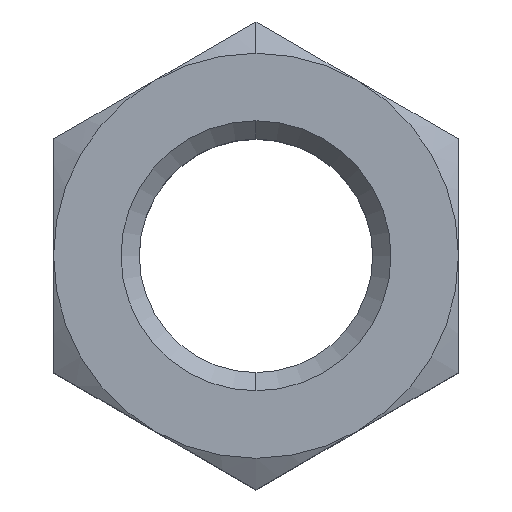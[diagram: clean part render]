
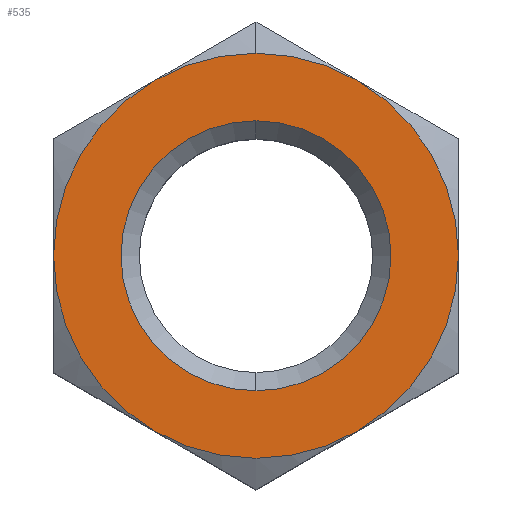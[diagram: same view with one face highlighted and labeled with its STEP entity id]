
A CAD part, top view. The second image highlights one B-rep face of the part: STEP entity #535.
In plain terms, the highlighted planar face has unit normal (0, 0, 1).
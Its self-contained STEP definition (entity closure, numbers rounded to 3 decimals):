
#8 = DIRECTION ( 'NONE',  ( 0., 0., -1. ) ) ;
#17 = ORIENTED_EDGE ( 'NONE', *, *, #549, .T. ) ;
#30 = CARTESIAN_POINT ( 'NONE',  ( -30., 0., 0. ) ) ;
#47 = CARTESIAN_POINT ( 'NONE',  ( 0., 0., 0. ) ) ;
#48 = EDGE_LOOP ( 'NONE', ( #609, #188, #181, #868, #577, #94, #733 ) ) ;
#68 = EDGE_CURVE ( 'NONE', #242, #165, #427, .T. ) ;
#69 = DIRECTION ( 'NONE',  ( 1., 0., 0. ) ) ;
#71 = ORIENTED_EDGE ( 'NONE', *, *, #363, .T. ) ;
#88 = DIRECTION ( 'NONE',  ( 0., 0., -1. ) ) ;
#94 = ORIENTED_EDGE ( 'NONE', *, *, #283, .F. ) ;
#111 = AXIS2_PLACEMENT_3D ( 'NONE', #718, #260, #644 ) ;
#126 = CARTESIAN_POINT ( 'NONE',  ( 0., 0., 0. ) ) ;
#129 = AXIS2_PLACEMENT_3D ( 'NONE', #47, #594, #431 ) ;
#136 = DIRECTION ( 'NONE',  ( 0., 0., -1. ) ) ;
#141 = CARTESIAN_POINT ( 'NONE',  ( -7.5, -12.99, 0. ) ) ;
#147 = DIRECTION ( 'NONE',  ( 0., 1., 0. ) ) ;
#162 = AXIS2_PLACEMENT_3D ( 'NONE', #388, #88, #291 ) ;
#165 = VERTEX_POINT ( 'NONE', #278 ) ;
#181 = ORIENTED_EDGE ( 'NONE', *, *, #68, .F. ) ;
#183 = EDGE_LOOP ( 'NONE', ( #17, #71 ) ) ;
#188 = ORIENTED_EDGE ( 'NONE', *, *, #890, .F. ) ;
#193 = AXIS2_PLACEMENT_3D ( 'NONE', #276, #790, #202 ) ;
#202 = DIRECTION ( 'NONE',  ( 1., 0., 0. ) ) ;
#221 = EDGE_CURVE ( 'NONE', #329, #865, #696, .T. ) ;
#240 = AXIS2_PLACEMENT_3D ( 'NONE', #384, #8, #300 ) ;
#242 = VERTEX_POINT ( 'NONE', #945 ) ;
#249 = CARTESIAN_POINT ( 'NONE',  ( 7.5, -12.99, 0. ) ) ;
#260 = DIRECTION ( 'NONE',  ( 0., 0., -1. ) ) ;
#276 = CARTESIAN_POINT ( 'NONE',  ( 0., 0., 0. ) ) ;
#278 = CARTESIAN_POINT ( 'NONE',  ( 7.5, 12.99, 0. ) ) ;
#283 = EDGE_CURVE ( 'NONE', #551, #416, #746, .T. ) ;
#291 = DIRECTION ( 'NONE',  ( 1., 0., 0. ) ) ;
#300 = DIRECTION ( 'NONE',  ( 0., 1., 0. ) ) ;
#329 = VERTEX_POINT ( 'NONE', #895 ) ;
#331 = DIRECTION ( 'NONE',  ( 0., 0., -1. ) ) ;
#363 = EDGE_CURVE ( 'NONE', #935, #818, #805, .T. ) ;
#373 = CARTESIAN_POINT ( 'NONE',  ( 0., 0., 0. ) ) ;
#384 = CARTESIAN_POINT ( 'NONE',  ( 0., 0., 0. ) ) ;
#388 = CARTESIAN_POINT ( 'NONE',  ( 0., 0., 0. ) ) ;
#397 = FACE_BOUND ( 'NONE', #183, .T. ) ;
#408 = CARTESIAN_POINT ( 'NONE',  ( 0., -10., 0. ) ) ;
#416 = VERTEX_POINT ( 'NONE', #620 ) ;
#427 = CIRCLE ( 'NONE', #193, 15. ) ;
#431 = DIRECTION ( 'NONE',  ( 1., 0., 0. ) ) ;
#474 = FACE_OUTER_BOUND ( 'NONE', #48, .T. ) ;
#496 = AXIS2_PLACEMENT_3D ( 'NONE', #793, #331, #941 ) ;
#514 = AXIS2_PLACEMENT_3D ( 'NONE', #30, #720, #69 ) ;
#535 = ADVANCED_FACE ( 'NONE', ( #397, #474 ), #703, .T. ) ;
#549 = EDGE_CURVE ( 'NONE', #818, #935, #678, .T. ) ;
#551 = VERTEX_POINT ( 'NONE', #141 ) ;
#564 = DIRECTION ( 'NONE',  ( 1., 0., 0. ) ) ;
#577 = ORIENTED_EDGE ( 'NONE', *, *, #599, .F. ) ;
#579 = CARTESIAN_POINT ( 'NONE',  ( 0., 0., 0. ) ) ;
#594 = DIRECTION ( 'NONE',  ( 0., 0., -1. ) ) ;
#599 = EDGE_CURVE ( 'NONE', #416, #795, #930, .T. ) ;
#602 = CIRCLE ( 'NONE', #496, 15. ) ;
#609 = ORIENTED_EDGE ( 'NONE', *, *, #221, .F. ) ;
#620 = CARTESIAN_POINT ( 'NONE',  ( -15., 0., 0. ) ) ;
#633 = AXIS2_PLACEMENT_3D ( 'NONE', #579, #883, #564 ) ;
#644 = DIRECTION ( 'NONE',  ( 1., 0., 0. ) ) ;
#678 = CIRCLE ( 'NONE', #698, 10. ) ;
#696 = CIRCLE ( 'NONE', #633, 15. ) ;
#698 = AXIS2_PLACEMENT_3D ( 'NONE', #373, #136, #147 ) ;
#703 = PLANE ( 'NONE',  #514 ) ;
#718 = CARTESIAN_POINT ( 'NONE',  ( 0., 0., 0. ) ) ;
#720 = DIRECTION ( 'NONE',  ( 0., 0., 1. ) ) ;
#730 = AXIS2_PLACEMENT_3D ( 'NONE', #126, #951, #961 ) ;
#731 = CARTESIAN_POINT ( 'NONE',  ( 0., 10., 0. ) ) ;
#733 = ORIENTED_EDGE ( 'NONE', *, *, #938, .F. ) ;
#746 = CIRCLE ( 'NONE', #162, 15. ) ;
#762 = CIRCLE ( 'NONE', #730, 15. ) ;
#782 = CARTESIAN_POINT ( 'NONE',  ( -7.5, 12.99, 0. ) ) ;
#790 = DIRECTION ( 'NONE',  ( 0., 0., -1. ) ) ;
#793 = CARTESIAN_POINT ( 'NONE',  ( 0., 0., 0. ) ) ;
#795 = VERTEX_POINT ( 'NONE', #782 ) ;
#805 = CIRCLE ( 'NONE', #240, 10. ) ;
#818 = VERTEX_POINT ( 'NONE', #408 ) ;
#865 = VERTEX_POINT ( 'NONE', #249 ) ;
#868 = ORIENTED_EDGE ( 'NONE', *, *, #872, .F. ) ;
#872 = EDGE_CURVE ( 'NONE', #795, #242, #957, .T. ) ;
#883 = DIRECTION ( 'NONE',  ( 0., 0., -1. ) ) ;
#890 = EDGE_CURVE ( 'NONE', #165, #329, #602, .T. ) ;
#895 = CARTESIAN_POINT ( 'NONE',  ( 15., 0., 0. ) ) ;
#930 = CIRCLE ( 'NONE', #129, 15. ) ;
#935 = VERTEX_POINT ( 'NONE', #731 ) ;
#938 = EDGE_CURVE ( 'NONE', #865, #551, #762, .T. ) ;
#941 = DIRECTION ( 'NONE',  ( 0., 1., 0. ) ) ;
#945 = CARTESIAN_POINT ( 'NONE',  ( 0., 15., 0. ) ) ;
#951 = DIRECTION ( 'NONE',  ( 0., 0., -1. ) ) ;
#957 = CIRCLE ( 'NONE', #111, 15. ) ;
#961 = DIRECTION ( 'NONE',  ( 1., 0., 0. ) ) ;
